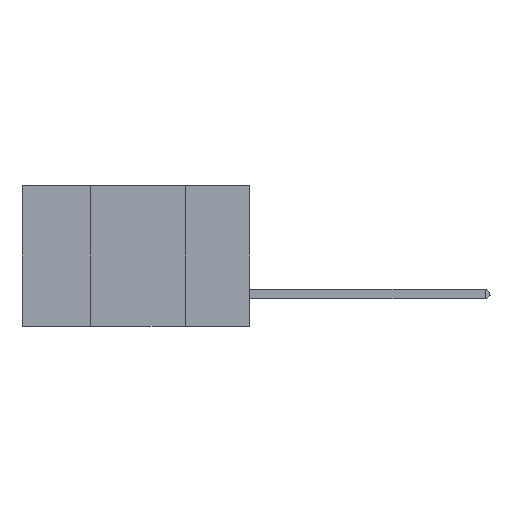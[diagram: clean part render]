
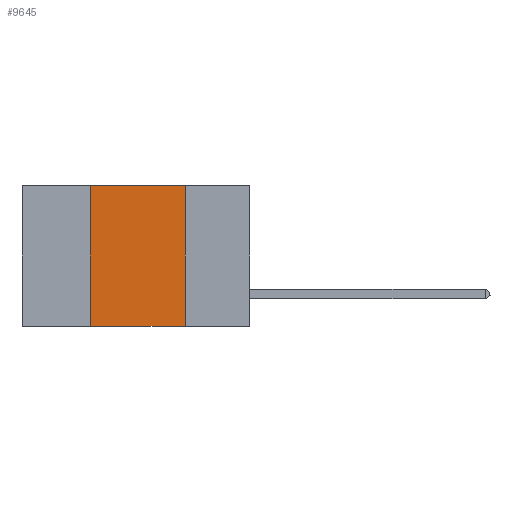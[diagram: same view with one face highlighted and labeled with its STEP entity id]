
A CAD part, left-side view. The second image highlights one B-rep face of the part: STEP entity #9645.
In plain terms, the highlighted planar face has unit normal (-1, 0, 0).
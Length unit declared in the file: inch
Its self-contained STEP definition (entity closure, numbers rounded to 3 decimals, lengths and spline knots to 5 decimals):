
#121 = VECTOR ( 'NONE', #9134, 39.37008 ) ;
#132 = LINE ( 'NONE', #6310, #121 ) ;
#214 = LINE ( 'NONE', #5425, #2646 ) ;
#317 = DIRECTION ( 'NONE',  ( 1., 0., 0. ) ) ;
#615 = VERTEX_POINT ( 'NONE', #7698 ) ;
#1417 = ORIENTED_EDGE ( 'NONE', *, *, #5441, .T. ) ;
#1904 = VERTEX_POINT ( 'NONE', #8786 ) ;
#2646 = VECTOR ( 'NONE', #8497, 39.37008 ) ;
#2680 = LINE ( 'NONE', #6428, #9605 ) ;
#3232 = ORIENTED_EDGE ( 'NONE', *, *, #3281, .F. ) ;
#3281 = EDGE_CURVE ( 'NONE', #5422, #615, #2680, .T. ) ;
#3961 = PLANE ( 'NONE',  #9876 ) ;
#4151 = CARTESIAN_POINT ( 'NONE',  ( 0., 0.42, -0.37 ) ) ;
#5142 = EDGE_CURVE ( 'NONE', #1904, #8834, #214, .T. ) ;
#5422 = VERTEX_POINT ( 'NONE', #4151 ) ;
#5425 = CARTESIAN_POINT ( 'NONE',  ( 0., 0.17, 0. ) ) ;
#5441 = EDGE_CURVE ( 'NONE', #5422, #8834, #10263, .T. ) ;
#5878 = CARTESIAN_POINT ( 'NONE',  ( 0., 0.6, 0. ) ) ;
#6310 = CARTESIAN_POINT ( 'NONE',  ( 0., 0.6, 0. ) ) ;
#6428 = CARTESIAN_POINT ( 'NONE',  ( 0., 0.42, 0. ) ) ;
#6791 = VECTOR ( 'NONE', #7990, 39.37008 ) ;
#7139 = FACE_OUTER_BOUND ( 'NONE', #11599, .T. ) ;
#7698 = CARTESIAN_POINT ( 'NONE',  ( 0., 0.42, 0. ) ) ;
#7990 = DIRECTION ( 'NONE',  ( 0., -1., 0. ) ) ;
#8497 = DIRECTION ( 'NONE',  ( 0., 0., -1. ) ) ;
#8642 = DIRECTION ( 'NONE',  ( 0., 0., -1. ) ) ;
#8786 = CARTESIAN_POINT ( 'NONE',  ( 0., 0.17, 0. ) ) ;
#8834 = VERTEX_POINT ( 'NONE', #9913 ) ;
#8882 = ORIENTED_EDGE ( 'NONE', *, *, #5142, .F. ) ;
#8902 = EDGE_CURVE ( 'NONE', #615, #1904, #132, .T. ) ;
#9134 = DIRECTION ( 'NONE',  ( 0., -1., 0. ) ) ;
#9605 = VECTOR ( 'NONE', #10234, 39.37008 ) ;
#9645 = ADVANCED_FACE ( 'NONE', ( #7139 ), #3961, .F. ) ;
#9876 = AXIS2_PLACEMENT_3D ( 'NONE', #5878, #317, #8642 ) ;
#9913 = CARTESIAN_POINT ( 'NONE',  ( 0., 0.17, -0.37 ) ) ;
#10234 = DIRECTION ( 'NONE',  ( 0., 0., 1. ) ) ;
#10263 = LINE ( 'NONE', #10596, #6791 ) ;
#10596 = CARTESIAN_POINT ( 'NONE',  ( 0., 0.6, -0.37 ) ) ;
#11599 = EDGE_LOOP ( 'NONE', ( #8882, #11883, #3232, #1417 ) ) ;
#11883 = ORIENTED_EDGE ( 'NONE', *, *, #8902, .F. ) ;
